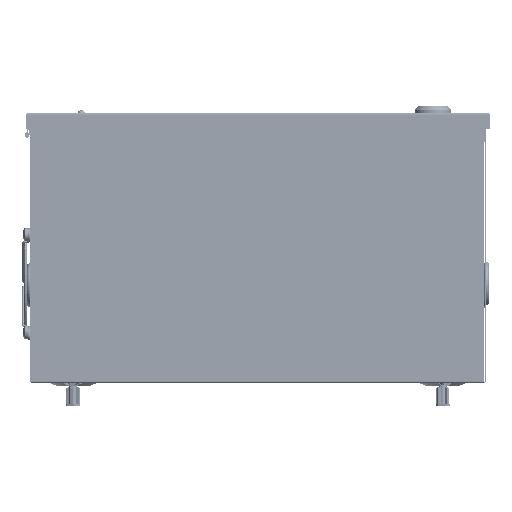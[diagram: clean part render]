
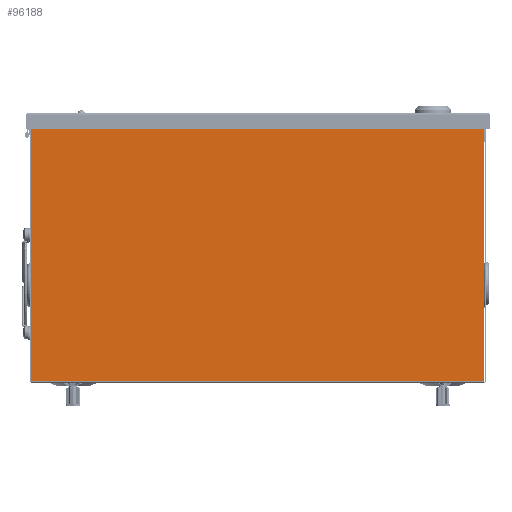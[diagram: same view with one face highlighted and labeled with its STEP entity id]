
A CAD part, front view. The second image highlights one B-rep face of the part: STEP entity #96188.
In plain terms, the highlighted planar face has unit normal (0, -1, 0).
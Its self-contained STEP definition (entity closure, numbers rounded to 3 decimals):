
#28031 = FACE_OUTER_BOUND ( 'NONE', #139012, .T. ) ;
#41354 = ORIENTED_EDGE ( 'NONE', *, *, #132789, .T. ) ;
#51563 = CARTESIAN_POINT ( 'NONE',  ( 0., -194.5, 0. ) ) ;
#62846 = LINE ( 'NONE', #137664, #185469 ) ;
#66183 = DIRECTION ( 'NONE',  ( -1., 0., 0. ) ) ;
#71483 = DIRECTION ( 'NONE',  ( 0., 1., 0. ) ) ;
#77030 = ORIENTED_EDGE ( 'NONE', *, *, #94790, .F. ) ;
#90662 = DIRECTION ( 'NONE',  ( -1., 0., 0. ) ) ;
#94790 = EDGE_CURVE ( 'NONE', #239148, #104346, #201695, .T. ) ;
#96188 = ADVANCED_FACE ( 'NONE', ( #28031 ), #103963, .F. ) ;
#103963 = PLANE ( 'NONE',  #122540 ) ;
#104346 = VERTEX_POINT ( 'NONE', #166120 ) ;
#109436 = CARTESIAN_POINT ( 'NONE',  ( -139.1, -194.5, 0.1 ) ) ;
#111388 = DIRECTION ( 'NONE',  ( 0., 0., 1. ) ) ;
#120987 = ORIENTED_EDGE ( 'NONE', *, *, #158914, .T. ) ;
#122540 = AXIS2_PLACEMENT_3D ( 'NONE', #51563, #71483, #143862 ) ;
#125148 = VECTOR ( 'NONE', #111388, 1000. ) ;
#129505 = VERTEX_POINT ( 'NONE', #187668 ) ;
#132789 = EDGE_CURVE ( 'NONE', #129505, #104346, #62846, .T. ) ;
#137664 = CARTESIAN_POINT ( 'NONE',  ( -139.1, -194.5, 0. ) ) ;
#139012 = EDGE_LOOP ( 'NONE', ( #120987, #41354, #77030, #139013 ) ) ;
#139013 = ORIENTED_EDGE ( 'NONE', *, *, #155405, .T. ) ;
#141659 = CARTESIAN_POINT ( 'NONE',  ( 139.1, -194.5, 161.2 ) ) ;
#143862 = DIRECTION ( 'NONE',  ( 0., 0., 1. ) ) ;
#144970 = VERTEX_POINT ( 'NONE', #141659 ) ;
#155405 = EDGE_CURVE ( 'NONE', #239148, #144970, #206125, .T. ) ;
#158914 = EDGE_CURVE ( 'NONE', #144970, #129505, #160974, .T. ) ;
#160974 = LINE ( 'NONE', #236908, #190014 ) ;
#163894 = CARTESIAN_POINT ( 'NONE',  ( 139.1, -194.5, 0. ) ) ;
#166120 = CARTESIAN_POINT ( 'NONE',  ( -139.1, -194.5, 0.1 ) ) ;
#182381 = CARTESIAN_POINT ( 'NONE',  ( 139.1, -194.5, 0.1 ) ) ;
#185469 = VECTOR ( 'NONE', #195013, 1000. ) ;
#187668 = CARTESIAN_POINT ( 'NONE',  ( -139.1, -194.5, 161.2 ) ) ;
#190014 = VECTOR ( 'NONE', #66183, 1000. ) ;
#195013 = DIRECTION ( 'NONE',  ( 0., 0., -1. ) ) ;
#201695 = LINE ( 'NONE', #109436, #221239 ) ;
#206125 = LINE ( 'NONE', #163894, #125148 ) ;
#221239 = VECTOR ( 'NONE', #90662, 1000. ) ;
#236908 = CARTESIAN_POINT ( 'NONE',  ( 139.1, -194.5, 161.2 ) ) ;
#239148 = VERTEX_POINT ( 'NONE', #182381 ) ;
